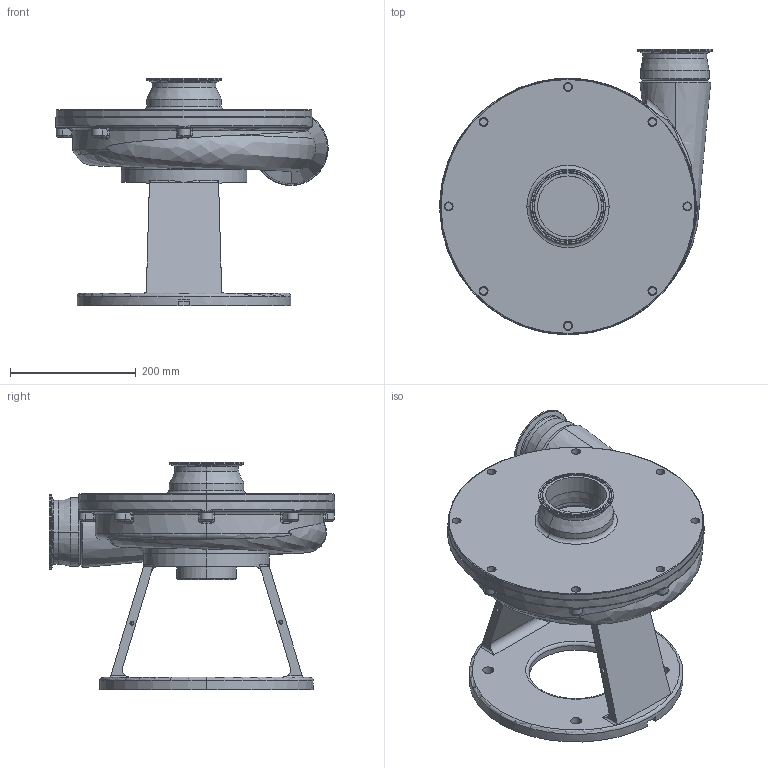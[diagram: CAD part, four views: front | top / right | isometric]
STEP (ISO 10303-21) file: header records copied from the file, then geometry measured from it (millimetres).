
FILE_DESCRIPTION (( 'STEP AP214' ), '1' );
FILE_NAME ('FPX 1151-1161 320TC VERT.STEP', '2023-01-18T15:15:51', ( '' ), ( '' ), 'SwSTEP 2.0', 'SolidWorks 2021', '' );
FILE_SCHEMA (( 'AUTOMOTIVE_DESIGN' ));
Length unit declared in the file: millimetre
Products named in the file (1): FPX 1151-1161 320TC VERT
Bounding box: 433.45 x 454 x 361.5 mm (x, y, z)
Volume: 11674240.3 mm3; surface area: 1043173.7 mm2
Topology: 1 solids, 2 shells, 493 faces, 1173 edges, 702 vertices
Faces by surface type: cylinder 184, plane 95, torus 82, bspline 75, cone 54, sphere 3
Entity records: 23474 total; most frequent: CARTESIAN_POINT 12437, DIRECTION 2371, ORIENTED_EDGE 2282, EDGE_CURVE 1141, AXIS2_PLACEMENT_3D 1030, VERTEX_POINT 699, CIRCLE 611, EDGE_LOOP 558
